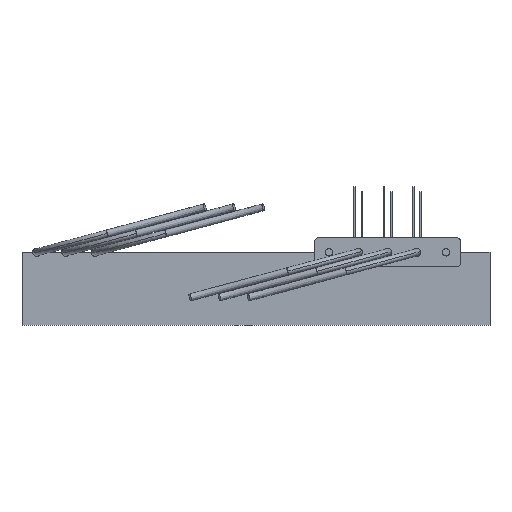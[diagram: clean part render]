
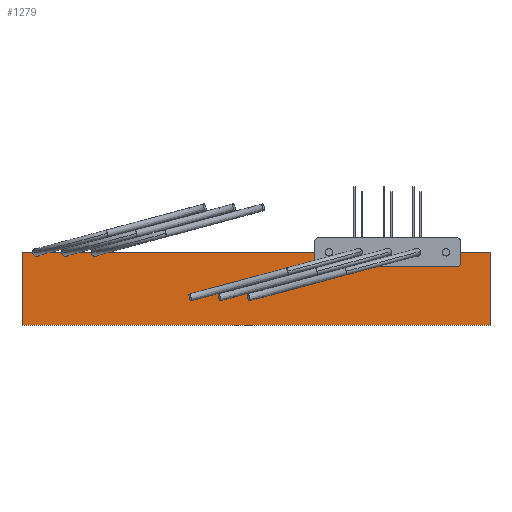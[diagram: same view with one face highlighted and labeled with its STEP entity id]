
A CAD part, front view. The second image highlights one B-rep face of the part: STEP entity #1279.
In plain terms, the highlighted planar face has unit normal (0, -1, 0).
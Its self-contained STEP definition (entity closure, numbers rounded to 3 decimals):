
#3 = VERTEX_POINT ( 'NONE', #5845 ) ;
#23 = EDGE_CURVE ( 'NONE', #6077, #7147, #4907, .T. ) ;
#142 = ORIENTED_EDGE ( 'NONE', *, *, #1443, .T. ) ;
#180 = VERTEX_POINT ( 'NONE', #8154 ) ;
#205 = DIRECTION ( 'NONE',  ( -1., 0., 0. ) ) ;
#234 = EDGE_CURVE ( 'NONE', #4077, #472, #5020, .T. ) ;
#246 = DIRECTION ( 'NONE',  ( -1., 0., 0. ) ) ;
#305 = DIRECTION ( 'NONE',  ( 0., 1., 0. ) ) ;
#472 = VERTEX_POINT ( 'NONE', #4344 ) ;
#474 = VERTEX_POINT ( 'NONE', #8334 ) ;
#757 = ORIENTED_EDGE ( 'NONE', *, *, #7292, .T. ) ;
#909 = CARTESIAN_POINT ( 'NONE',  ( -80., -5., 0. ) ) ;
#1053 = CARTESIAN_POINT ( 'NONE',  ( -53.625, -5., 0. ) ) ;
#1242 = DIRECTION ( 'NONE',  ( 0., 1., 0. ) ) ;
#1247 = VERTEX_POINT ( 'NONE', #1358 ) ;
#1277 = DIRECTION ( 'NONE',  ( -1., 0., 0. ) ) ;
#1279 = ADVANCED_FACE ( 'NONE', ( #8090 ), #6841, .T. ) ;
#1323 = LINE ( 'NONE', #1707, #4605 ) ;
#1343 = CARTESIAN_POINT ( 'NONE',  ( -80., -5., 0. ) ) ;
#1358 = CARTESIAN_POINT ( 'NONE',  ( -56.375, -5., 0. ) ) ;
#1365 = CARTESIAN_POINT ( 'NONE',  ( 80., -5., 25. ) ) ;
#1443 = EDGE_CURVE ( 'NONE', #180, #4525, #8393, .T. ) ;
#1707 = CARTESIAN_POINT ( 'NONE',  ( -80., -5., 0. ) ) ;
#1710 = CARTESIAN_POINT ( 'NONE',  ( 66.7, -5., 0. ) ) ;
#1794 = CARTESIAN_POINT ( 'NONE',  ( -75., -5., 0. ) ) ;
#1907 = LINE ( 'NONE', #2242, #6468 ) ;
#1934 = DIRECTION ( 'NONE',  ( 0., 0., 1. ) ) ;
#2025 = CARTESIAN_POINT ( 'NONE',  ( 80., -5., -25. ) ) ;
#2242 = CARTESIAN_POINT ( 'NONE',  ( -80., -5., -25. ) ) ;
#2278 = CARTESIAN_POINT ( 'NONE',  ( -80., -5., 25. ) ) ;
#2349 = VECTOR ( 'NONE', #246, 1000. ) ;
#2350 = VERTEX_POINT ( 'NONE', #1053 ) ;
#2504 = VERTEX_POINT ( 'NONE', #8644 ) ;
#2560 = DIRECTION ( 'NONE',  ( 0., 0., 1. ) ) ;
#2607 = AXIS2_PLACEMENT_3D ( 'NONE', #1794, #1242, #8681 ) ;
#2612 = ORIENTED_EDGE ( 'NONE', *, *, #7760, .F. ) ;
#2708 = CARTESIAN_POINT ( 'NONE',  ( -80., -5., 0. ) ) ;
#2783 = CARTESIAN_POINT ( 'NONE',  ( 80., -5., -25. ) ) ;
#2862 = AXIS2_PLACEMENT_3D ( 'NONE', #6991, #305, #7023 ) ;
#3126 = VECTOR ( 'NONE', #6995, 1000. ) ;
#3217 = VERTEX_POINT ( 'NONE', #2025 ) ;
#3236 = CIRCLE ( 'NONE', #7905, 1.7 ) ;
#3287 = CARTESIAN_POINT ( 'NONE',  ( -63.625, -5., 0. ) ) ;
#3328 = CARTESIAN_POINT ( 'NONE',  ( -65., -5., 0. ) ) ;
#3440 = ORIENTED_EDGE ( 'NONE', *, *, #23, .T. ) ;
#3614 = VECTOR ( 'NONE', #1277, 1000. ) ;
#3659 = DIRECTION ( 'NONE',  ( -1., 0., 0. ) ) ;
#3688 = AXIS2_PLACEMENT_3D ( 'NONE', #3328, #7372, #6040 ) ;
#3721 = ORIENTED_EDGE ( 'NONE', *, *, #4570, .T. ) ;
#3825 = LINE ( 'NONE', #1343, #3614 ) ;
#3916 = ORIENTED_EDGE ( 'NONE', *, *, #8418, .T. ) ;
#3947 = ORIENTED_EDGE ( 'NONE', *, *, #4009, .F. ) ;
#3990 = DIRECTION ( 'NONE',  ( 0., 0., -1. ) ) ;
#4009 = EDGE_CURVE ( 'NONE', #6739, #2504, #6838, .T. ) ;
#4057 = EDGE_CURVE ( 'NONE', #4525, #474, #3236, .T. ) ;
#4062 = DIRECTION ( 'NONE',  ( 0., 0., -1. ) ) ;
#4069 = DIRECTION ( 'NONE',  ( -1., 0., 0. ) ) ;
#4077 = VERTEX_POINT ( 'NONE', #3287 ) ;
#4344 = CARTESIAN_POINT ( 'NONE',  ( -66.375, -5., 0. ) ) ;
#4492 = EDGE_CURVE ( 'NONE', #1247, #4077, #7169, .T. ) ;
#4525 = VERTEX_POINT ( 'NONE', #7690 ) ;
#4570 = EDGE_CURVE ( 'NONE', #472, #6077, #1323, .T. ) ;
#4605 = VECTOR ( 'NONE', #205, 1000. ) ;
#4907 = CIRCLE ( 'NONE', #2607, 1.375 ) ;
#4968 = CIRCLE ( 'NONE', #2862, 1.7 ) ;
#4995 = ORIENTED_EDGE ( 'NONE', *, *, #234, .T. ) ;
#4999 = LINE ( 'NONE', #909, #2349 ) ;
#5020 = CIRCLE ( 'NONE', #3688, 1.375 ) ;
#5130 = AXIS2_PLACEMENT_3D ( 'NONE', #2783, #7524, #3990 ) ;
#5234 = CARTESIAN_POINT ( 'NONE',  ( 25., -5., 0. ) ) ;
#5242 = CARTESIAN_POINT ( 'NONE',  ( -80., -5., -25. ) ) ;
#5577 = VECTOR ( 'NONE', #1934, 1000. ) ;
#5614 = LINE ( 'NONE', #1365, #7296 ) ;
#5759 = ORIENTED_EDGE ( 'NONE', *, *, #8079, .F. ) ;
#5845 = CARTESIAN_POINT ( 'NONE',  ( 80., -5., 0. ) ) ;
#5846 = VECTOR ( 'NONE', #4069, 1000. ) ;
#5881 = DIRECTION ( 'NONE',  ( 0., 0., 1. ) ) ;
#6040 = DIRECTION ( 'NONE',  ( 0., 0., 1. ) ) ;
#6077 = VERTEX_POINT ( 'NONE', #7976 ) ;
#6327 = CARTESIAN_POINT ( 'NONE',  ( -80., -5., 0. ) ) ;
#6468 = VECTOR ( 'NONE', #3659, 1000. ) ;
#6482 = DIRECTION ( 'NONE',  ( -1., 0., 0. ) ) ;
#6514 = ORIENTED_EDGE ( 'NONE', *, *, #4492, .T. ) ;
#6672 = CARTESIAN_POINT ( 'NONE',  ( -76.375, -5., 0. ) ) ;
#6739 = VERTEX_POINT ( 'NONE', #5242 ) ;
#6838 = LINE ( 'NONE', #2278, #5577 ) ;
#6841 = PLANE ( 'NONE',  #5130 ) ;
#6991 = CARTESIAN_POINT ( 'NONE',  ( 65., -5., 0. ) ) ;
#6995 = DIRECTION ( 'NONE',  ( -1., 0., 0. ) ) ;
#7023 = DIRECTION ( 'NONE',  ( 0., 0., 1. ) ) ;
#7074 = ORIENTED_EDGE ( 'NONE', *, *, #4057, .T. ) ;
#7120 = ORIENTED_EDGE ( 'NONE', *, *, #7394, .T. ) ;
#7131 = EDGE_CURVE ( 'NONE', #7147, #2504, #4999, .T. ) ;
#7147 = VERTEX_POINT ( 'NONE', #6672 ) ;
#7169 = LINE ( 'NONE', #6327, #3126 ) ;
#7212 = CARTESIAN_POINT ( 'NONE',  ( -55., -5., 0. ) ) ;
#7225 = CARTESIAN_POINT ( 'NONE',  ( -80., -5., 0. ) ) ;
#7287 = AXIS2_PLACEMENT_3D ( 'NONE', #7212, #7951, #2560 ) ;
#7292 = EDGE_CURVE ( 'NONE', #3, #7825, #7651, .T. ) ;
#7296 = VECTOR ( 'NONE', #4062, 1000. ) ;
#7372 = DIRECTION ( 'NONE',  ( 0., 1., 0. ) ) ;
#7394 = EDGE_CURVE ( 'NONE', #474, #2350, #3825, .T. ) ;
#7524 = DIRECTION ( 'NONE',  ( 0., -1., 0. ) ) ;
#7532 = VECTOR ( 'NONE', #6482, 1000. ) ;
#7592 = EDGE_LOOP ( 'NONE', ( #142, #7074, #7120, #7896, #6514, #4995, #3721, #3440, #8031, #3947, #2612, #5759, #757, #3916 ) ) ;
#7651 = LINE ( 'NONE', #2708, #5846 ) ;
#7690 = CARTESIAN_POINT ( 'NONE',  ( 26.7, -5., 0. ) ) ;
#7760 = EDGE_CURVE ( 'NONE', #3217, #6739, #1907, .T. ) ;
#7825 = VERTEX_POINT ( 'NONE', #1710 ) ;
#7896 = ORIENTED_EDGE ( 'NONE', *, *, #8003, .T. ) ;
#7905 = AXIS2_PLACEMENT_3D ( 'NONE', #5234, #7984, #5881 ) ;
#7951 = DIRECTION ( 'NONE',  ( 0., 1., 0. ) ) ;
#7976 = CARTESIAN_POINT ( 'NONE',  ( -73.625, -5., 0. ) ) ;
#7984 = DIRECTION ( 'NONE',  ( 0., 1., 0. ) ) ;
#8003 = EDGE_CURVE ( 'NONE', #2350, #1247, #8161, .T. ) ;
#8031 = ORIENTED_EDGE ( 'NONE', *, *, #7131, .T. ) ;
#8079 = EDGE_CURVE ( 'NONE', #3, #3217, #5614, .T. ) ;
#8090 = FACE_OUTER_BOUND ( 'NONE', #7592, .T. ) ;
#8154 = CARTESIAN_POINT ( 'NONE',  ( 63.3, -5., 0. ) ) ;
#8161 = CIRCLE ( 'NONE', #7287, 1.375 ) ;
#8334 = CARTESIAN_POINT ( 'NONE',  ( 23.3, -5., 0. ) ) ;
#8393 = LINE ( 'NONE', #7225, #7532 ) ;
#8418 = EDGE_CURVE ( 'NONE', #7825, #180, #4968, .T. ) ;
#8644 = CARTESIAN_POINT ( 'NONE',  ( -80., -5., 0. ) ) ;
#8681 = DIRECTION ( 'NONE',  ( 0., 0., 1. ) ) ;
